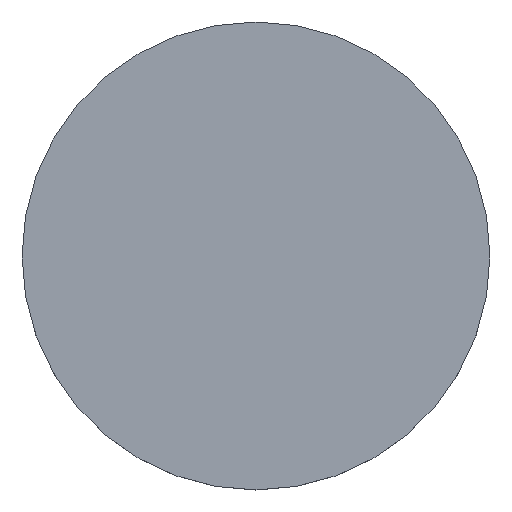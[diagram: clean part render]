
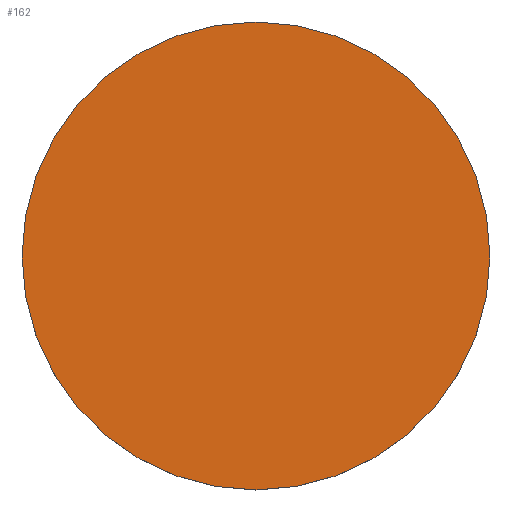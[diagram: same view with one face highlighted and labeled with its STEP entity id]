
A CAD part, top view. The second image highlights one B-rep face of the part: STEP entity #162.
In plain terms, the highlighted planar face has unit normal (0, 0, 1).
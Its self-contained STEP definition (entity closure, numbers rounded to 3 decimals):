
#6 = CARTESIAN_POINT ( 'NONE',  ( 0., 0., 6. ) ) ;
#7 = VERTEX_POINT ( 'NONE', #168 ) ;
#8 = CARTESIAN_POINT ( 'NONE',  ( 37.5, 0., 6. ) ) ;
#32 = EDGE_CURVE ( 'NONE', #7, #137, #139, .T. ) ;
#36 = CARTESIAN_POINT ( 'NONE',  ( 0., 0., 6. ) ) ;
#37 = DIRECTION ( 'NONE',  ( 0., 0., 1. ) ) ;
#47 = CARTESIAN_POINT ( 'NONE',  ( 0., 0., 6. ) ) ;
#58 = EDGE_LOOP ( 'NONE', ( #94, #75 ) ) ;
#64 = AXIS2_PLACEMENT_3D ( 'NONE', #47, #37, #125 ) ;
#67 = AXIS2_PLACEMENT_3D ( 'NONE', #6, #156, #165 ) ;
#69 = DIRECTION ( 'NONE',  ( 1., 0., 0. ) ) ;
#75 = ORIENTED_EDGE ( 'NONE', *, *, #90, .T. ) ;
#90 = EDGE_CURVE ( 'NONE', #137, #7, #153, .T. ) ;
#92 = AXIS2_PLACEMENT_3D ( 'NONE', #36, #160, #69 ) ;
#94 = ORIENTED_EDGE ( 'NONE', *, *, #32, .T. ) ;
#112 = PLANE ( 'NONE',  #64 ) ;
#119 = FACE_OUTER_BOUND ( 'NONE', #58, .T. ) ;
#125 = DIRECTION ( 'NONE',  ( 1., 0., 0. ) ) ;
#137 = VERTEX_POINT ( 'NONE', #8 ) ;
#139 = CIRCLE ( 'NONE', #67, 37.5 ) ;
#153 = CIRCLE ( 'NONE', #92, 37.5 ) ;
#156 = DIRECTION ( 'NONE',  ( 0., 0., 1. ) ) ;
#160 = DIRECTION ( 'NONE',  ( 0., 0., 1. ) ) ;
#162 = ADVANCED_FACE ( 'NONE', ( #119 ), #112, .T. ) ;
#165 = DIRECTION ( 'NONE',  ( 1., 0., 0. ) ) ;
#168 = CARTESIAN_POINT ( 'NONE',  ( -37.5, 0., 6. ) ) ;
